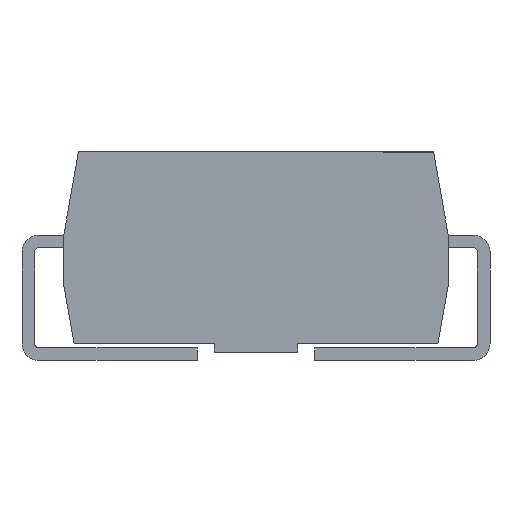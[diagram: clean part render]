
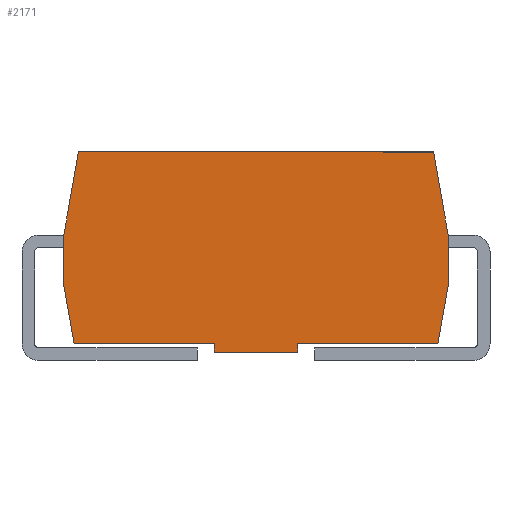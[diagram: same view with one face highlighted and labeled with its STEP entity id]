
A CAD part, front view. The second image highlights one B-rep face of the part: STEP entity #2171.
In plain terms, the highlighted planar face has unit normal (0, -1, 0).
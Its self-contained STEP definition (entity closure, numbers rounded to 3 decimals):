
#2091 = EDGE_CURVE ( 'NONE', #2092, #2093, #10791, .T. ) ;
#2092 = VERTEX_POINT ( 'NONE', #10787 ) ;
#2093 = VERTEX_POINT ( 'NONE', #10845 ) ;
#2133 = VERTEX_POINT ( 'NONE', #10882 ) ;
#2134 = ORIENTED_EDGE ( 'NONE', *, *, #2135, .T. ) ;
#2135 = EDGE_CURVE ( 'NONE', #2133, #2136, #10881, .T. ) ;
#2136 = VERTEX_POINT ( 'NONE', #10877 ) ;
#2137 = ORIENTED_EDGE ( 'NONE', *, *, #2138, .T. ) ;
#2138 = EDGE_CURVE ( 'NONE', #2136, #2139, #10875, .T. ) ;
#2139 = VERTEX_POINT ( 'NONE', #10934 ) ;
#2140 = ORIENTED_EDGE ( 'NONE', *, *, #2141, .F. ) ;
#2141 = EDGE_CURVE ( 'NONE', #2142, #2139, #10933, .T. ) ;
#2142 = VERTEX_POINT ( 'NONE', #10929 ) ;
#2143 = ORIENTED_EDGE ( 'NONE', *, *, #2144, .F. ) ;
#2144 = EDGE_CURVE ( 'NONE', #2092, #2142, #10928, .T. ) ;
#2145 = ORIENTED_EDGE ( 'NONE', *, *, #2091, .T. ) ;
#2146 = VERTEX_POINT ( 'NONE', #10924 ) ;
#2147 = VERTEX_POINT ( 'NONE', #10923 ) ;
#2148 = VERTEX_POINT ( 'NONE', #10922 ) ;
#2149 = ORIENTED_EDGE ( 'NONE', *, *, #2150, .T. ) ;
#2150 = EDGE_CURVE ( 'NONE', #2147, #2662, #10921, .T. ) ;
#2151 = ORIENTED_EDGE ( 'NONE', *, *, #2737, .F. ) ;
#2152 = ORIENTED_EDGE ( 'NONE', *, *, #2153, .T. ) ;
#2153 = EDGE_CURVE ( 'NONE', #2735, #2168, #10917, .T. ) ;
#2154 = ORIENTED_EDGE ( 'NONE', *, *, #2167, .T. ) ;
#2155 = ORIENTED_EDGE ( 'NONE', *, *, #2156, .T. ) ;
#2156 = EDGE_CURVE ( 'NONE', #2165, #2157, #10913, .T. ) ;
#2157 = VERTEX_POINT ( 'NONE', #10909 ) ;
#2158 = ORIENTED_EDGE ( 'NONE', *, *, #2159, .F. ) ;
#2159 = EDGE_CURVE ( 'NONE', #2133, #2157, #10908, .T. ) ;
#2165 = VERTEX_POINT ( 'NONE', #10959 ) ;
#2167 = EDGE_CURVE ( 'NONE', #2168, #2165, #10958, .T. ) ;
#2168 = VERTEX_POINT ( 'NONE', #10954 ) ;
#2171 = ADVANCED_FACE ( 'NONE', ( #10948 ), #10995, .F. ) ;
#2172 = EDGE_LOOP ( 'NONE', ( #2173, #2149, #2151, #2152, #2154, #2155, #2158, #2134, #2137, #2140, #2143, #2145, #2207, #2209, #2212 ) ) ;
#2173 = ORIENTED_EDGE ( 'NONE', *, *, #2174, .F. ) ;
#2174 = EDGE_CURVE ( 'NONE', #2147, #2148, #10990, .T. ) ;
#2207 = ORIENTED_EDGE ( 'NONE', *, *, #2208, .F. ) ;
#2208 = EDGE_CURVE ( 'NONE', #2146, #2093, #11075, .T. ) ;
#2209 = ORIENTED_EDGE ( 'NONE', *, *, #2210, .T. ) ;
#2210 = EDGE_CURVE ( 'NONE', #2146, #2211, #11071, .T. ) ;
#2211 = VERTEX_POINT ( 'NONE', #11067 ) ;
#2212 = ORIENTED_EDGE ( 'NONE', *, *, #2213, .F. ) ;
#2213 = EDGE_CURVE ( 'NONE', #2148, #2211, #11065, .T. ) ;
#2662 = VERTEX_POINT ( 'NONE', #12974 ) ;
#2735 = VERTEX_POINT ( 'NONE', #13117 ) ;
#2737 = EDGE_CURVE ( 'NONE', #2735, #2662, #13116, .T. ) ;
#10139 = CARTESIAN_POINT ( 'NONE',  ( -2.3, -1.95, 0.1 ) ) ;
#10373 = VECTOR ( 'NONE', #10935, 1000. ) ;
#10787 = CARTESIAN_POINT ( 'NONE',  ( 2.177, -1.95, 0.2 ) ) ;
#10788 = DIRECTION ( 'NONE',  ( 0.174, 0., 0.985 ) ) ;
#10789 = VECTOR ( 'NONE', #10788, 1000. ) ;
#10790 = CARTESIAN_POINT ( 'NONE',  ( 2.3, -1.95, 0.9 ) ) ;
#10791 = LINE ( 'NONE', #10790, #10789 ) ;
#10845 = CARTESIAN_POINT ( 'NONE',  ( 2.3, -1.95, 0.9 ) ) ;
#10875 = LINE ( 'NONE', #10139, #10373 ) ;
#10877 = CARTESIAN_POINT ( 'NONE',  ( -0.5, -1.95, 0.1 ) ) ;
#10878 = DIRECTION ( 'NONE',  ( 0., 0., -1. ) ) ;
#10879 = VECTOR ( 'NONE', #10878, 1000. ) ;
#10880 = CARTESIAN_POINT ( 'NONE',  ( -0.5, -1.95, 0.2 ) ) ;
#10881 = LINE ( 'NONE', #10880, #10879 ) ;
#10882 = CARTESIAN_POINT ( 'NONE',  ( -0.5, -1.95, 0.2 ) ) ;
#10906 = VECTOR ( 'NONE', #10969, 1000. ) ;
#10907 = CARTESIAN_POINT ( 'NONE',  ( -2.3, -1.95, 0.2 ) ) ;
#10908 = LINE ( 'NONE', #10907, #10906 ) ;
#10909 = CARTESIAN_POINT ( 'NONE',  ( -2.177, -1.95, 0.2 ) ) ;
#10910 = DIRECTION ( 'NONE',  ( 0.174, 0., -0.985 ) ) ;
#10911 = VECTOR ( 'NONE', #10910, 1000. ) ;
#10912 = CARTESIAN_POINT ( 'NONE',  ( -2.3, -1.95, 0.9 ) ) ;
#10913 = LINE ( 'NONE', #10912, #10911 ) ;
#10914 = DIRECTION ( 'NONE',  ( -0.174, 0., -0.985 ) ) ;
#10915 = VECTOR ( 'NONE', #10914, 1000. ) ;
#10916 = CARTESIAN_POINT ( 'NONE',  ( -2.124, -1.95, 2.5 ) ) ;
#10917 = LINE ( 'NONE', #10916, #10915 ) ;
#10918 = DIRECTION ( 'NONE',  ( 0., 0., 1. ) ) ;
#10919 = VECTOR ( 'NONE', #10918, 1000. ) ;
#10920 = CARTESIAN_POINT ( 'NONE',  ( 1.524, -1.95, 2.49 ) ) ;
#10921 = LINE ( 'NONE', #10920, #10919 ) ;
#10922 = CARTESIAN_POINT ( 'NONE',  ( 2.124, -1.95, 2.49 ) ) ;
#10923 = CARTESIAN_POINT ( 'NONE',  ( 1.524, -1.95, 2.49 ) ) ;
#10924 = CARTESIAN_POINT ( 'NONE',  ( 2.3, -1.95, 1.5 ) ) ;
#10925 = DIRECTION ( 'NONE',  ( -1., 0., 0. ) ) ;
#10926 = VECTOR ( 'NONE', #10925, 1000. ) ;
#10927 = CARTESIAN_POINT ( 'NONE',  ( 2.3, -1.95, 0.2 ) ) ;
#10928 = LINE ( 'NONE', #10927, #10926 ) ;
#10929 = CARTESIAN_POINT ( 'NONE',  ( 0.5, -1.95, 0.2 ) ) ;
#10930 = DIRECTION ( 'NONE',  ( 0., 0., -1. ) ) ;
#10931 = VECTOR ( 'NONE', #10930, 1000. ) ;
#10932 = CARTESIAN_POINT ( 'NONE',  ( 0.5, -1.95, 0.2 ) ) ;
#10933 = LINE ( 'NONE', #10932, #10931 ) ;
#10934 = CARTESIAN_POINT ( 'NONE',  ( 0.5, -1.95, 0.1 ) ) ;
#10935 = DIRECTION ( 'NONE',  ( 1., 0., 0. ) ) ;
#10948 = FACE_OUTER_BOUND ( 'NONE', #2172, .T. ) ;
#10954 = CARTESIAN_POINT ( 'NONE',  ( -2.3, -1.95, 1.5 ) ) ;
#10955 = DIRECTION ( 'NONE',  ( 0., 0., -1. ) ) ;
#10956 = VECTOR ( 'NONE', #10955, 1000. ) ;
#10957 = CARTESIAN_POINT ( 'NONE',  ( -2.3, -1.95, 2.5 ) ) ;
#10958 = LINE ( 'NONE', #10957, #10956 ) ;
#10959 = CARTESIAN_POINT ( 'NONE',  ( -2.3, -1.95, 0.9 ) ) ;
#10969 = DIRECTION ( 'NONE',  ( -1., 0., 0. ) ) ;
#10987 = DIRECTION ( 'NONE',  ( 1., 0., 0. ) ) ;
#10988 = VECTOR ( 'NONE', #10987, 1000. ) ;
#10989 = CARTESIAN_POINT ( 'NONE',  ( 1.524, -1.95, 2.49 ) ) ;
#10990 = LINE ( 'NONE', #10989, #10988 ) ;
#10991 = DIRECTION ( 'NONE',  ( -1., 0., 0. ) ) ;
#10992 = DIRECTION ( 'NONE',  ( 0., 1., 0. ) ) ;
#10993 = CARTESIAN_POINT ( 'NONE',  ( -2.3, -1.95, 2.5 ) ) ;
#10994 = AXIS2_PLACEMENT_3D ( 'NONE', #10993, #10992, #10991 ) ;
#10995 = PLANE ( 'NONE',  #10994 ) ;
#11062 = DIRECTION ( 'NONE',  ( 0., 0., 1. ) ) ;
#11063 = VECTOR ( 'NONE', #11062, 1000. ) ;
#11064 = CARTESIAN_POINT ( 'NONE',  ( 2.124, -1.95, 2.49 ) ) ;
#11065 = LINE ( 'NONE', #11064, #11063 ) ;
#11067 = CARTESIAN_POINT ( 'NONE',  ( 2.124, -1.95, 2.5 ) ) ;
#11068 = DIRECTION ( 'NONE',  ( -0.174, 0., 0.985 ) ) ;
#11069 = VECTOR ( 'NONE', #11068, 1000. ) ;
#11070 = CARTESIAN_POINT ( 'NONE',  ( 2.124, -1.95, 2.5 ) ) ;
#11071 = LINE ( 'NONE', #11070, #11069 ) ;
#11072 = DIRECTION ( 'NONE',  ( 0., 0., -1. ) ) ;
#11073 = VECTOR ( 'NONE', #11072, 1000. ) ;
#11074 = CARTESIAN_POINT ( 'NONE',  ( 2.3, -1.95, 2.5 ) ) ;
#11075 = LINE ( 'NONE', #11074, #11073 ) ;
#12974 = CARTESIAN_POINT ( 'NONE',  ( 1.524, -1.95, 2.5 ) ) ;
#13113 = DIRECTION ( 'NONE',  ( 1., 0., 0. ) ) ;
#13114 = VECTOR ( 'NONE', #13113, 1000. ) ;
#13115 = CARTESIAN_POINT ( 'NONE',  ( -2.3, -1.95, 2.5 ) ) ;
#13116 = LINE ( 'NONE', #13115, #13114 ) ;
#13117 = CARTESIAN_POINT ( 'NONE',  ( -2.124, -1.95, 2.5 ) ) ;
